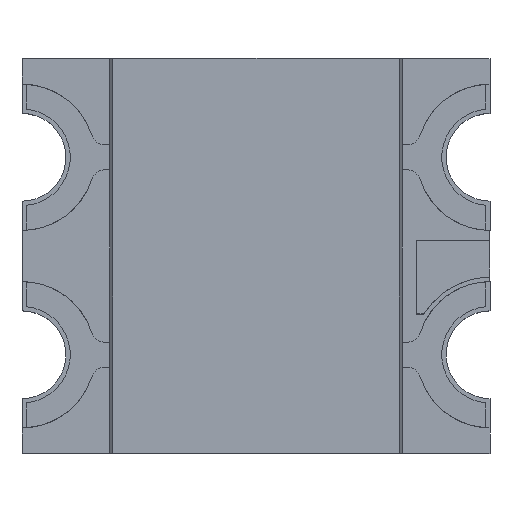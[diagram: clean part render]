
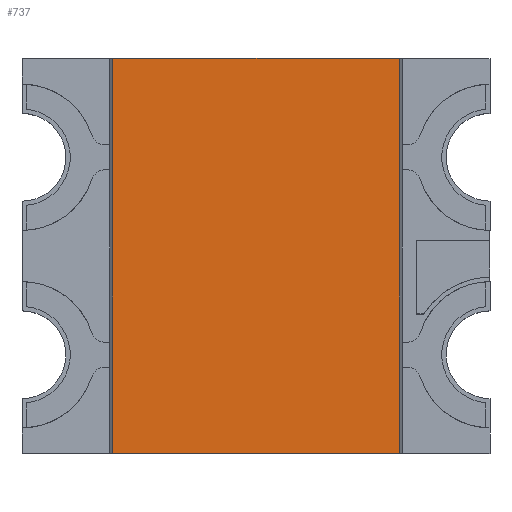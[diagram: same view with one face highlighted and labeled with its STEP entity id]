
A CAD part, top view. The second image highlights one B-rep face of the part: STEP entity #737.
In plain terms, the highlighted planar face has unit normal (0, 0, 1).
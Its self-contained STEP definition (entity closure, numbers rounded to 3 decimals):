
#737 = ADVANCED_FACE( '', ( #1554 ), #1555, .F. );
#1554 = FACE_OUTER_BOUND( '', #2514, .T. );
#1555 = PLANE( '', #2515 );
#2514 = EDGE_LOOP( '', ( #4171, #4172, #4173, #4174 ) );
#2515 = AXIS2_PLACEMENT_3D( '', #4175, #4176, #4177 );
#4171 = ORIENTED_EDGE( '', *, *, #6558, .T. );
#4172 = ORIENTED_EDGE( '', *, *, #6644, .F. );
#4173 = ORIENTED_EDGE( '', *, *, #6720, .F. );
#4174 = ORIENTED_EDGE( '', *, *, #6554, .T. );
#4175 = CARTESIAN_POINT( '', ( -0.978, 1.35, 0.7 ) );
#4176 = DIRECTION( '', ( 0., 0., -1. ) );
#4177 = DIRECTION( '', ( -1., 0., 0. ) );
#6554 = EDGE_CURVE( '', #8064, #8062, #8065, .T. );
#6558 = EDGE_CURVE( '', #8062, #8068, #8070, .T. );
#6644 = EDGE_CURVE( '', #8195, #8068, #8197, .T. );
#6720 = EDGE_CURVE( '', #8064, #8195, #8317, .T. );
#8062 = VERTEX_POINT( '', #10092 );
#8064 = VERTEX_POINT( '', #10095 );
#8065 = LINE( '', #10096, #10097 );
#8068 = VERTEX_POINT( '', #10101 );
#8070 = LINE( '', #10104, #10105 );
#8195 = VERTEX_POINT( '', #10274 );
#8197 = LINE( '', #10277, #10278 );
#8317 = LINE( '', #10443, #10444 );
#10092 = CARTESIAN_POINT( '', ( -0.978, -1.35, 0.7 ) );
#10095 = CARTESIAN_POINT( '', ( -0.978, 1.35, 0.7 ) );
#10096 = CARTESIAN_POINT( '', ( -0.978, 1.35, 0.7 ) );
#10097 = VECTOR( '', #12041, 1000. );
#10101 = CARTESIAN_POINT( '', ( 0.978, -1.35, 0.7 ) );
#10104 = CARTESIAN_POINT( '', ( -0.978, -1.35, 0.7 ) );
#10105 = VECTOR( '', #12044, 1000. );
#10274 = CARTESIAN_POINT( '', ( 0.978, 1.35, 0.7 ) );
#10277 = CARTESIAN_POINT( '', ( 0.978, 1.35, 0.7 ) );
#10278 = VECTOR( '', #12144, 1000. );
#10443 = CARTESIAN_POINT( '', ( -0.978, 1.35, 0.7 ) );
#10444 = VECTOR( '', #12223, 1000. );
#12041 = DIRECTION( '', ( 0., -1., 0. ) );
#12044 = DIRECTION( '', ( 1., 0., 0. ) );
#12144 = DIRECTION( '', ( 0., -1., 0. ) );
#12223 = DIRECTION( '', ( 1., 0., 0. ) );
